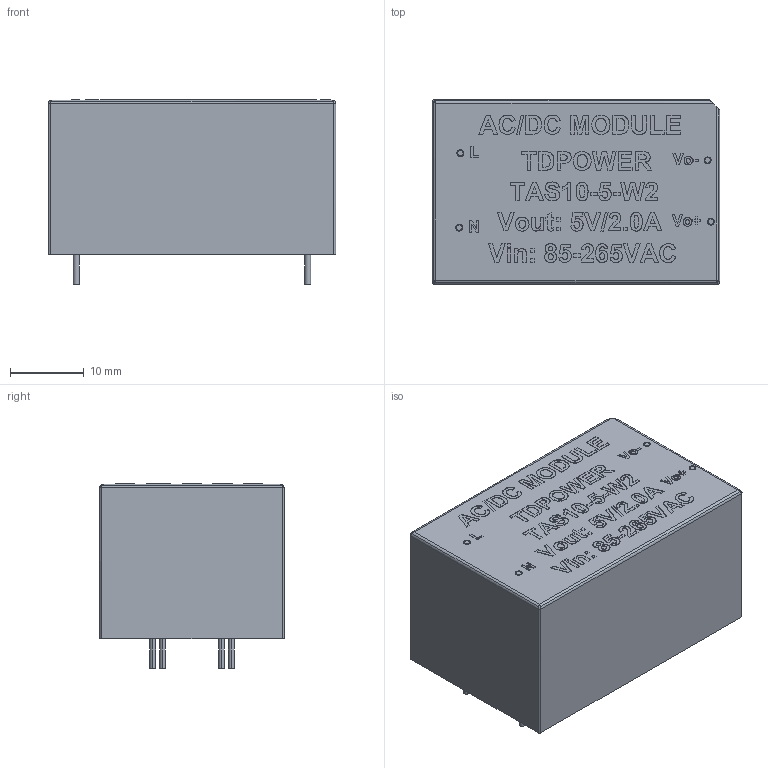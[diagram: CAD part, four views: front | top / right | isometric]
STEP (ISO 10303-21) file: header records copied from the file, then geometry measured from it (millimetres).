
FILE_DESCRIPTION (( 'STEP AP214' ), '1' );
FILE_NAME ('0B632D05-E6E6-4B00-B854-07728711100A.STEP', '2025-08-05T19:05:15', ( '' ), ( '' ), 'SwSTEP 2.0', 'SolidWorks 2022', '' );
FILE_SCHEMA (( 'AUTOMOTIVE_DESIGN' ));
Length unit declared in the file: millimetre
Products named in the file (1): 0B632D05-E6E6-4B00-B854-07728711100A
Bounding box: 39 x 25 x 25.05 mm (x, y, z)
Volume: 20461.3 mm3; surface area: 4656.5 mm2
Topology: 1 solids, 1 shells, 801 faces, 2106 edges, 1399 vertices
Faces by surface type: plane 478, bspline 304, cylinder 19
Entity records: 26483 total; most frequent: CARTESIAN_POINT 8239, ORIENTED_EDGE 4206, DIRECTION 2497, EDGE_CURVE 2103, LINE 1463, VECTOR 1463, VERTEX_POINT 1399, EDGE_LOOP 896
